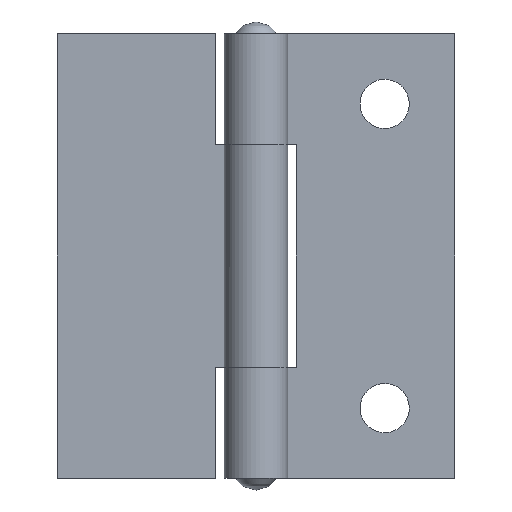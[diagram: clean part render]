
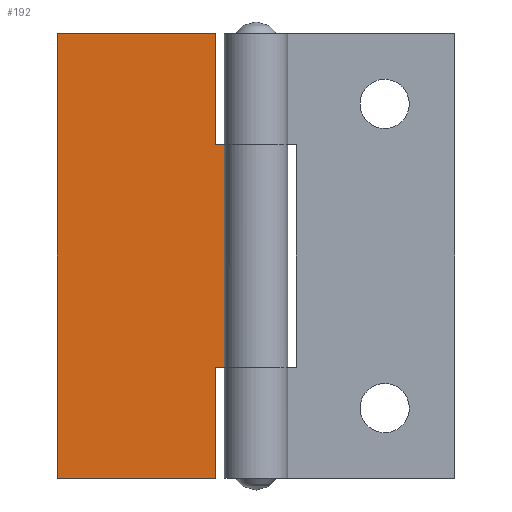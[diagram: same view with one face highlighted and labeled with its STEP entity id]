
A CAD part, front view. The second image highlights one B-rep face of the part: STEP entity #192.
In plain terms, the highlighted free-form (B-spline) face has degree [1, 1] with [2, 2] control points.
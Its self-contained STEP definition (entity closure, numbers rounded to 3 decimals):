
#64=CARTESIAN_POINT('',(0.0,1.5,28.5));
#65=VERTEX_POINT('',#64);
#96=CARTESIAN_POINT('',(0.0,1.5,9.5));
#97=VERTEX_POINT('',#96);
#98=CARTESIAN_POINT('',(0.0,1.5,28.5));
#99=CARTESIAN_POINT('',(0.0,1.5,9.5));
#100=QUASI_UNIFORM_CURVE('',1,(#98,#99),.UNSPECIFIED.,.F.,.U.);
#101=EDGE_CURVE('',#65,#97,#100,.T.);
#137=CARTESIAN_POINT('',(-17.849,1.5,-1.898));
#138=CARTESIAN_POINT('',(-17.849,1.5,39.898));
#139=CARTESIAN_POINT('',(0.849,1.5,-1.898));
#140=CARTESIAN_POINT('',(0.849,1.5,39.898));
#141=B_SPLINE_SURFACE_WITH_KNOTS('',1,1,((#137,#139),(#138,#140)),.UNSPECIFIED.,.F.,.F.,.U.,(2,2),(2,2),(0.0,41.796),(0.0,18.698),.UNSPECIFIED.);
#142=CARTESIAN_POINT('',(-3.45,1.5,28.5));
#143=VERTEX_POINT('',#142);
#144=CARTESIAN_POINT('',(0.0,1.5,28.5));
#145=CARTESIAN_POINT('',(-3.45,1.5,28.5));
#146=QUASI_UNIFORM_CURVE('',1,(#144,#145),.UNSPECIFIED.,.F.,.U.);
#147=EDGE_CURVE('',#65,#143,#146,.T.);
#148=ORIENTED_EDGE('',*,*,#147,.T.);
#149=CARTESIAN_POINT('',(-3.45,1.5,38.0));
#150=VERTEX_POINT('',#149);
#151=CARTESIAN_POINT('',(-3.45,1.5,28.5));
#152=CARTESIAN_POINT('',(-3.45,1.5,38.0));
#153=QUASI_UNIFORM_CURVE('',1,(#151,#152),.UNSPECIFIED.,.F.,.U.);
#154=EDGE_CURVE('',#143,#150,#153,.T.);
#155=ORIENTED_EDGE('',*,*,#154,.T.);
#156=CARTESIAN_POINT('',(-17.0,1.5,38.0));
#157=VERTEX_POINT('',#156);
#158=CARTESIAN_POINT('',(-17.0,1.5,38.0));
#159=CARTESIAN_POINT('',(-3.45,1.5,38.0));
#160=QUASI_UNIFORM_CURVE('',1,(#158,#159),.UNSPECIFIED.,.F.,.U.);
#161=EDGE_CURVE('',#157,#150,#160,.T.);
#162=ORIENTED_EDGE('',*,*,#161,.F.);
#163=CARTESIAN_POINT('',(-17.0,1.5,0.0));
#164=VERTEX_POINT('',#163);
#165=CARTESIAN_POINT('',(-17.0,1.5,38.0));
#166=CARTESIAN_POINT('',(-17.0,1.5,0.0));
#167=QUASI_UNIFORM_CURVE('',1,(#165,#166),.UNSPECIFIED.,.F.,.U.);
#168=EDGE_CURVE('',#157,#164,#167,.T.);
#169=ORIENTED_EDGE('',*,*,#168,.T.);
#170=CARTESIAN_POINT('',(-3.45,1.5,0.0));
#171=VERTEX_POINT('',#170);
#172=CARTESIAN_POINT('',(-17.0,1.5,0.0));
#173=CARTESIAN_POINT('',(-3.45,1.5,0.0));
#174=QUASI_UNIFORM_CURVE('',1,(#172,#173),.UNSPECIFIED.,.F.,.U.);
#175=EDGE_CURVE('',#164,#171,#174,.T.);
#176=ORIENTED_EDGE('',*,*,#175,.T.);
#177=CARTESIAN_POINT('',(-3.45,1.5,9.5));
#178=VERTEX_POINT('',#177);
#179=CARTESIAN_POINT('',(-3.45,1.5,9.5));
#180=CARTESIAN_POINT('',(-3.45,1.5,0.0));
#181=QUASI_UNIFORM_CURVE('',1,(#179,#180),.UNSPECIFIED.,.F.,.U.);
#182=EDGE_CURVE('',#178,#171,#181,.T.);
#183=ORIENTED_EDGE('',*,*,#182,.F.);
#184=CARTESIAN_POINT('',(0.0,1.5,9.5));
#185=CARTESIAN_POINT('',(-3.45,1.5,9.5));
#186=QUASI_UNIFORM_CURVE('',1,(#184,#185),.UNSPECIFIED.,.F.,.U.);
#187=EDGE_CURVE('',#97,#178,#186,.T.);
#188=ORIENTED_EDGE('',*,*,#187,.F.);
#189=ORIENTED_EDGE('',*,*,#101,.F.);
#190=EDGE_LOOP('',(#148,#155,#162,#169,#176,#183,#188,#189));
#191=FACE_OUTER_BOUND('',#190,.T.);
#192=ADVANCED_FACE('',(#191),#141,.F.);
